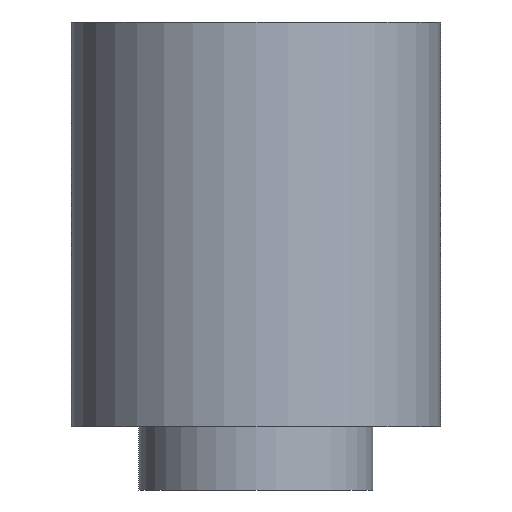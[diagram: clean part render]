
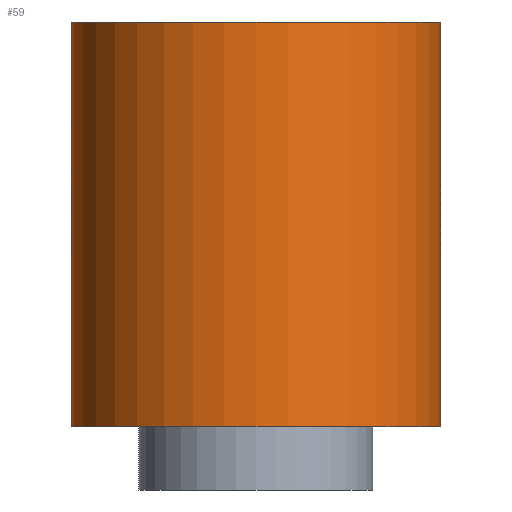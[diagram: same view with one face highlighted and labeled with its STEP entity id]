
A CAD part, front view. The second image highlights one B-rep face of the part: STEP entity #59.
In plain terms, the highlighted cylindrical face has radius 4.1 mm (diameter 8.2 mm), a full revolution.
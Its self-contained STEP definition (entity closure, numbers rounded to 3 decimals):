
#12=CARTESIAN_POINT('',(0.,0.,0.));
#13=DIRECTION('',(0.,0.,1.));
#30=ORIENTED_EDGE('',*,*,#31,.T.);
#31=EDGE_CURVE('',#32,#32,#34,.T.);
#32=VERTEX_POINT('',#33);
#33=CARTESIAN_POINT('',(4.1,0.,9.));
#34=CIRCLE('',#35,4.1);
#35=AXIS2_PLACEMENT_3D('',#36,#13,#37);
#36=CARTESIAN_POINT('',(0.,0.,9.));
#37=DIRECTION('',(1.,0.,0.));
#59=ADVANCED_FACE('',(#60),#73,.T.);
#60=FACE_BOUND('',#61,.F.);
#61=EDGE_LOOP('',(#62,#30,#68,#69));
#62=ORIENTED_EDGE('',*,*,#63,.T.);
#63=EDGE_CURVE('',#64,#32,#66,.T.);
#64=VERTEX_POINT('',#65);
#65=CARTESIAN_POINT('',(4.1,0.,0.));
#66=LINE('',#65,#67);
#67=VECTOR('',#13,1.);
#68=ORIENTED_EDGE('',*,*,#63,.F.);
#69=ORIENTED_EDGE('',*,*,#70,.F.);
#70=EDGE_CURVE('',#64,#64,#71,.T.);
#71=CIRCLE('',#72,4.1);
#72=AXIS2_PLACEMENT_3D('',#12,#13,#37);
#73=CYLINDRICAL_SURFACE('',#74,4.1);
#74=AXIS2_PLACEMENT_3D('',#12,#75,#37);
#75=DIRECTION('',(-0.,-0.,-1.));
